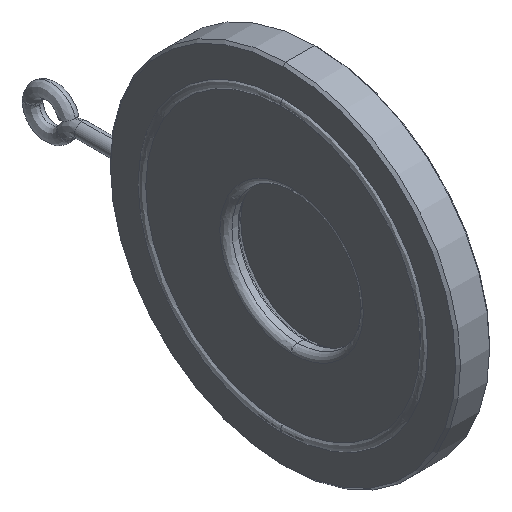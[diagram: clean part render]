
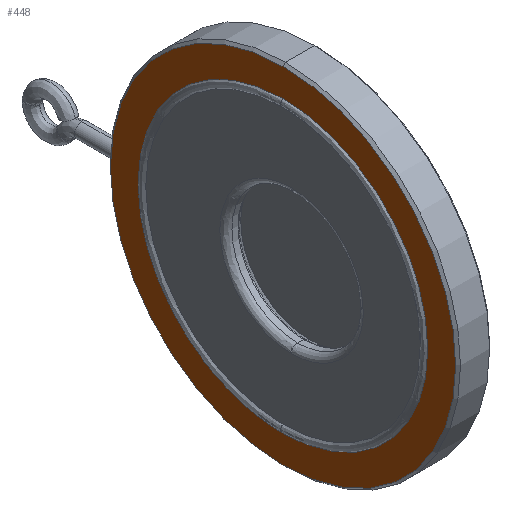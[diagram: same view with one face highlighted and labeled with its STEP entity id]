
A CAD part, isometric view. The second image highlights one B-rep face of the part: STEP entity #448.
In plain terms, the highlighted planar face has unit normal (-1, 0, 0).
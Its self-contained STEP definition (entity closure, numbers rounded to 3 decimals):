
#60 = AXIS2_PLACEMENT_3D ( 'NONE', #2460, #2461, #2462 ) ;
#73 = AXIS2_PLACEMENT_3D ( 'NONE', #857, #858, #859 ) ;
#282 = PLANE ( 'NONE',  #461 ) ;
#283 = CARTESIAN_POINT ( 'NONE',  ( -7., 65.265, 0. ) ) ;
#287 = DIRECTION ( 'NONE',  ( -1., 0., 0. ) ) ;
#288 = DIRECTION ( 'NONE',  ( 0., 0., 1. ) ) ;
#290 = CIRCLE ( 'NONE', #73, 71. ) ;
#448 = ADVANCED_FACE ( 'NONE', ( #2253, #2243 ), #282, .T. ) ;
#461 = AXIS2_PLACEMENT_3D ( 'NONE', #283, #287, #288 ) ;
#466 = AXIS2_PLACEMENT_3D ( 'NONE', #1710, #1711, #1712 ) ;
#473 = AXIS2_PLACEMENT_3D ( 'NONE', #1835, #1836, #1837 ) ;
#585 = VERTEX_POINT ( 'NONE', #1923 ) ;
#633 = ORIENTED_EDGE ( 'NONE', *, *, #1036, .F. ) ;
#638 = ORIENTED_EDGE ( 'NONE', *, *, #1263, .F. ) ;
#709 = VERTEX_POINT ( 'NONE', #2025 ) ;
#738 = VERTEX_POINT ( 'NONE', #2034 ) ;
#739 = EDGE_LOOP ( 'NONE', ( #633, #638 ) ) ;
#783 = EDGE_LOOP ( 'NONE', ( #828, #818 ) ) ;
#818 = ORIENTED_EDGE ( 'NONE', *, *, #1008, .T. ) ;
#828 = ORIENTED_EDGE ( 'NONE', *, *, #1261, .T. ) ;
#857 = CARTESIAN_POINT ( 'NONE',  ( -7., 0., 0. ) ) ;
#858 = DIRECTION ( 'NONE',  ( 1., 0., 0. ) ) ;
#859 = DIRECTION ( 'NONE',  ( 0., 0., -1. ) ) ;
#1008 = EDGE_CURVE ( 'NONE', #709, #738, #2364, .T. ) ;
#1036 = EDGE_CURVE ( 'NONE', #585, #2223, #2209, .T. ) ;
#1261 = EDGE_CURVE ( 'NONE', #738, #709, #2222, .T. ) ;
#1263 = EDGE_CURVE ( 'NONE', #2223, #585, #290, .T. ) ;
#1710 = CARTESIAN_POINT ( 'NONE',  ( -7., 0., 0. ) ) ;
#1711 = DIRECTION ( 'NONE',  ( 1., 0., 0. ) ) ;
#1712 = DIRECTION ( 'NONE',  ( 0., 0., -1. ) ) ;
#1835 = CARTESIAN_POINT ( 'NONE',  ( -7., 0., 0. ) ) ;
#1836 = DIRECTION ( 'NONE',  ( 1., 0., 0. ) ) ;
#1837 = DIRECTION ( 'NONE',  ( 0., 0., -1. ) ) ;
#1923 = CARTESIAN_POINT ( 'NONE',  ( -7., 0., -71. ) ) ;
#2025 = CARTESIAN_POINT ( 'NONE',  ( -7., 0., 59.53 ) ) ;
#2034 = CARTESIAN_POINT ( 'NONE',  ( -7., 0., -59.53 ) ) ;
#2209 = CIRCLE ( 'NONE', #473, 71. ) ;
#2222 = CIRCLE ( 'NONE', #466, 59.53 ) ;
#2223 = VERTEX_POINT ( 'NONE', #2522 ) ;
#2243 = FACE_OUTER_BOUND ( 'NONE', #739, .T. ) ;
#2253 = FACE_BOUND ( 'NONE', #783, .T. ) ;
#2364 = CIRCLE ( 'NONE', #60, 59.53 ) ;
#2460 = CARTESIAN_POINT ( 'NONE',  ( -7., 0., 0. ) ) ;
#2461 = DIRECTION ( 'NONE',  ( 1., 0., 0. ) ) ;
#2462 = DIRECTION ( 'NONE',  ( 0., 0., -1. ) ) ;
#2522 = CARTESIAN_POINT ( 'NONE',  ( -7., 0., 71. ) ) ;
